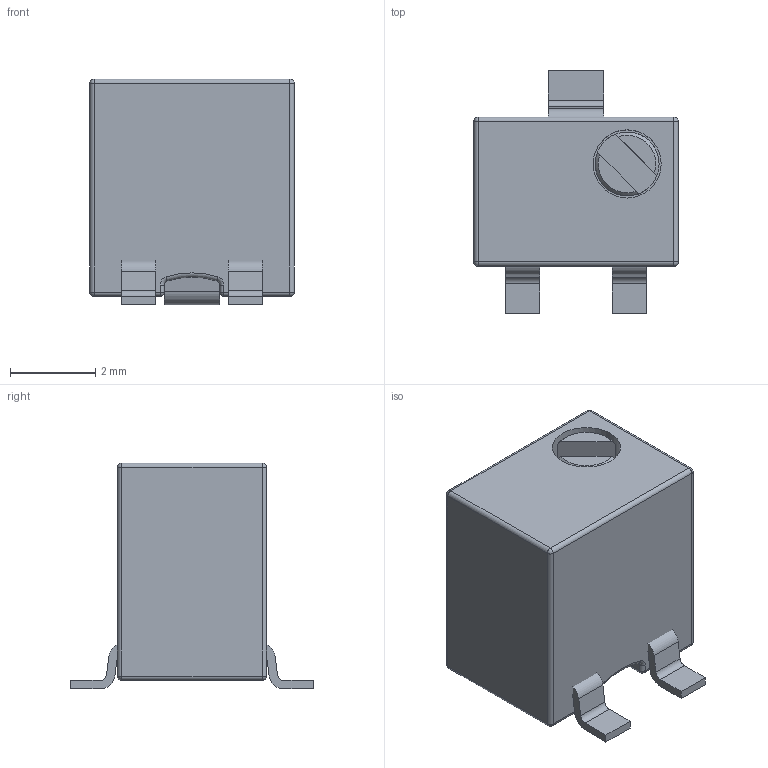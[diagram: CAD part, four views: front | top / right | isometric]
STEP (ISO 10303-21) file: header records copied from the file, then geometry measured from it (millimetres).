
FILE_DESCRIPTION(('STEP AP214'), '1');
FILE_NAME('3224X', '2016-10-27T16:21:41', ('Nobody'), (''), 'ASCON STEP Converter 1.3', 'ASCON Math Kernel', '');
FILE_SCHEMA(('AUTOMOTIVE_DESIGN { 1 0 10303 214 3 1 1}'));
Length unit declared in the file: millimetre
Bounding box: 4.8 x 5.7 x 5.3 mm (x, y, z)
Volume: 84.1 mm3; surface area: 146 mm2
Topology: 5 solids, 5 shells, 103 faces, 256 edges, 155 vertices
Faces by surface type: plane 46, cylinder 37, sphere 12, torus 6, cone 2
Full cylindrical faces by diameter (mm): 1.5 x1, 1.6 x1
Entity records: 3831 total; most frequent: DIRECTION 536, CARTESIAN_POINT 506, ORIENTED_EDGE 460, EDGE_CURVE 230, AXIS2_PLACEMENT_3D 194, LINE 148, VECTOR 148, VERTEX_POINT 140
